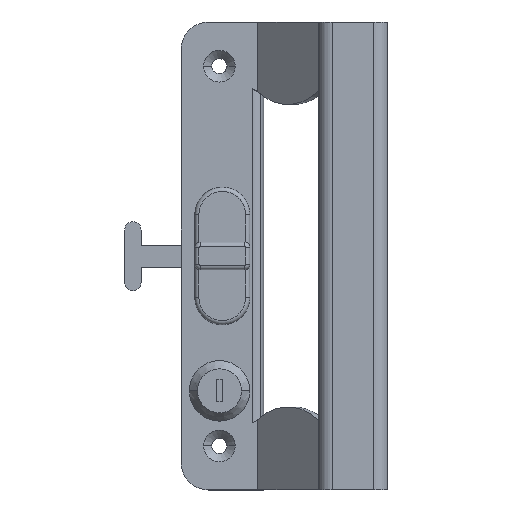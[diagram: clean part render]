
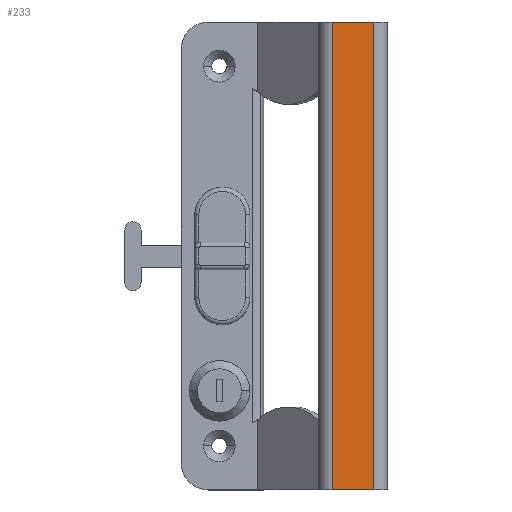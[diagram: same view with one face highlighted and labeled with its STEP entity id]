
A CAD part, top view. The second image highlights one B-rep face of the part: STEP entity #233.
In plain terms, the highlighted planar face has unit normal (0, 0, 1).
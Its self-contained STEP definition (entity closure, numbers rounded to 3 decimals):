
#105 = ORIENTED_EDGE ( 'NONE', *, *, #280, .T. ) ;
#233 = ADVANCED_FACE ( 'NONE', ( #1478 ), #1530, .F. ) ;
#280 = EDGE_CURVE ( 'NONE', #3005, #1513, #3459, .T. ) ;
#365 = LINE ( 'NONE', #2400, #3942 ) ;
#370 = CARTESIAN_POINT ( 'NONE',  ( -68.083, 191.697, 124.17 ) ) ;
#430 = CARTESIAN_POINT ( 'NONE',  ( -48.083, 21.697, 124.17 ) ) ;
#648 = ORIENTED_EDGE ( 'NONE', *, *, #2418, .F. ) ;
#943 = CARTESIAN_POINT ( 'NONE',  ( -53.083, 191.697, 124.17 ) ) ;
#1015 = CARTESIAN_POINT ( 'NONE',  ( -53.083, 191.697, 124.17 ) ) ;
#1093 = EDGE_LOOP ( 'NONE', ( #105, #648, #3772, #1942 ) ) ;
#1095 = AXIS2_PLACEMENT_3D ( 'NONE', #2811, #2175, #3481 ) ;
#1147 = CARTESIAN_POINT ( 'NONE',  ( -68.083, 21.697, 124.17 ) ) ;
#1210 = DIRECTION ( 'NONE',  ( -1., 0., 0. ) ) ;
#1274 = VECTOR ( 'NONE', #1210, 1000. ) ;
#1478 = FACE_OUTER_BOUND ( 'NONE', #1093, .T. ) ;
#1513 = VERTEX_POINT ( 'NONE', #370 ) ;
#1530 = PLANE ( 'NONE',  #1095 ) ;
#1627 = VECTOR ( 'NONE', #3541, 1000. ) ;
#1726 = CARTESIAN_POINT ( 'NONE',  ( -53.083, 21.697, 124.17 ) ) ;
#1942 = ORIENTED_EDGE ( 'NONE', *, *, #3818, .F. ) ;
#2064 = DIRECTION ( 'NONE',  ( -1., 0., 0. ) ) ;
#2175 = DIRECTION ( 'NONE',  ( 0., 0., -1. ) ) ;
#2205 = EDGE_CURVE ( 'NONE', #3204, #2935, #3341, .T. ) ;
#2400 = CARTESIAN_POINT ( 'NONE',  ( -68.083, 191.697, 124.17 ) ) ;
#2412 = VECTOR ( 'NONE', #2064, 1000. ) ;
#2418 = EDGE_CURVE ( 'NONE', #2935, #1513, #365, .T. ) ;
#2811 = CARTESIAN_POINT ( 'NONE',  ( -48.083, 191.697, 124.17 ) ) ;
#2841 = CARTESIAN_POINT ( 'NONE',  ( -48.083, 191.697, 124.17 ) ) ;
#2935 = VERTEX_POINT ( 'NONE', #1147 ) ;
#3005 = VERTEX_POINT ( 'NONE', #1015 ) ;
#3204 = VERTEX_POINT ( 'NONE', #1726 ) ;
#3341 = LINE ( 'NONE', #430, #2412 ) ;
#3342 = DIRECTION ( 'NONE',  ( 0., 1., 0. ) ) ;
#3459 = LINE ( 'NONE', #2841, #1274 ) ;
#3481 = DIRECTION ( 'NONE',  ( 1., 0., 0. ) ) ;
#3524 = LINE ( 'NONE', #943, #1627 ) ;
#3541 = DIRECTION ( 'NONE',  ( 0., -1., 0. ) ) ;
#3772 = ORIENTED_EDGE ( 'NONE', *, *, #2205, .F. ) ;
#3818 = EDGE_CURVE ( 'NONE', #3005, #3204, #3524, .T. ) ;
#3942 = VECTOR ( 'NONE', #3342, 1000. ) ;
